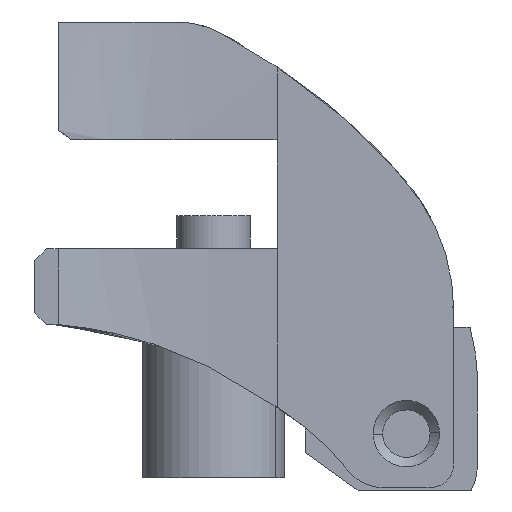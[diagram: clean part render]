
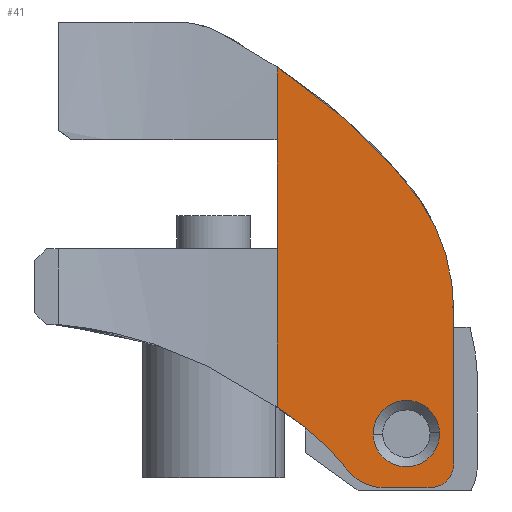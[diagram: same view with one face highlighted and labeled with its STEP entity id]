
A CAD part, front view. The second image highlights one B-rep face of the part: STEP entity #41.
In plain terms, the highlighted planar face has unit normal (0, -1, 0).
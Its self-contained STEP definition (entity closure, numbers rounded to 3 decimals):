
#26=FACE_BOUND('',#258,.T.);
#41=ADVANCED_FACE('',(#149,#26),#1620,.T.);
#149=FACE_OUTER_BOUND('',#257,.T.);
#257=EDGE_LOOP('',(#400,#401,#402,#403,#404,#405,#406,#407,#408));
#258=EDGE_LOOP('',(#409,#410));
#400=ORIENTED_EDGE('',*,*,#1033,.F.);
#401=ORIENTED_EDGE('',*,*,#894,.F.);
#402=ORIENTED_EDGE('',*,*,#900,.F.);
#403=ORIENTED_EDGE('',*,*,#907,.F.);
#404=ORIENTED_EDGE('',*,*,#885,.F.);
#405=ORIENTED_EDGE('',*,*,#902,.F.);
#406=ORIENTED_EDGE('',*,*,#1013,.F.);
#407=ORIENTED_EDGE('',*,*,#1021,.F.);
#408=ORIENTED_EDGE('',*,*,#1026,.F.);
#409=ORIENTED_EDGE('',*,*,#1041,.T.);
#410=ORIENTED_EDGE('',*,*,#1075,.T.);
#885=EDGE_CURVE('',#1394,#1396,#1219,.T.);
#894=EDGE_CURVE('',#1405,#1481,#1228,.T.);
#900=EDGE_CURVE('',#1404,#1405,#1234,.T.);
#902=EDGE_CURVE('',#1408,#1394,#1236,.T.);
#907=EDGE_CURVE('',#1396,#1404,#1241,.T.);
#1013=EDGE_CURVE('',#1474,#1408,#1319,.T.);
#1021=EDGE_CURVE('',#1476,#1474,#1163,.T.);
#1026=EDGE_CURVE('',#1484,#1476,#1328,.T.);
#1033=EDGE_CURVE('',#1481,#1484,#1167,.T.);
#1041=EDGE_CURVE('',#1489,#1513,#1174,.T.);
#1075=EDGE_CURVE('',#1513,#1489,#1190,.T.);
#1163=(
BOUNDED_CURVE()
B_SPLINE_CURVE(2,(#2970,#2971,#2972),.UNSPECIFIED.,.F.,.F.)
B_SPLINE_CURVE_WITH_KNOTS((3,3),(0.,1.),.UNSPECIFIED.)
CURVE()
GEOMETRIC_REPRESENTATION_ITEM()
RATIONAL_B_SPLINE_CURVE((1.,0.89,1.))
REPRESENTATION_ITEM('')
);
#1167=(
BOUNDED_CURVE()
B_SPLINE_CURVE(2,(#2998,#2999,#3000),.UNSPECIFIED.,.F.,.F.)
B_SPLINE_CURVE_WITH_KNOTS((3,3),(0.,1.),.UNSPECIFIED.)
CURVE()
GEOMETRIC_REPRESENTATION_ITEM()
RATIONAL_B_SPLINE_CURVE((1.,0.707,1.))
REPRESENTATION_ITEM('')
);
#1174=(
BOUNDED_CURVE()
B_SPLINE_CURVE(2,(#3024,#3025,#3026,#3027,#3028),.UNSPECIFIED.,.F.,.F.)
B_SPLINE_CURVE_WITH_KNOTS((3,2,3),(0.,1.1,2.199),
 .UNSPECIFIED.)
CURVE()
GEOMETRIC_REPRESENTATION_ITEM()
RATIONAL_B_SPLINE_CURVE((1.,0.707,1.,0.707,1.))
REPRESENTATION_ITEM('')
);
#1190=(
BOUNDED_CURVE()
B_SPLINE_CURVE(2,(#3266,#3267,#3268,#3269,#3270),.UNSPECIFIED.,.F.,.F.)
B_SPLINE_CURVE_WITH_KNOTS((3,2,3),(2.199,3.299,4.398),
 .UNSPECIFIED.)
CURVE()
GEOMETRIC_REPRESENTATION_ITEM()
RATIONAL_B_SPLINE_CURVE((1.,0.707,1.,0.707,1.))
REPRESENTATION_ITEM('')
);
#1219=B_SPLINE_CURVE_WITH_KNOTS('',1,(#2364,#2365),.UNSPECIFIED.,.F.,.F.,
(2,2),(29.195,31.495),.UNSPECIFIED.);
#1228=B_SPLINE_CURVE_WITH_KNOTS('',1,(#2392,#2393),.UNSPECIFIED.,.F.,.F.,
(2,2),(-66.54,-62.785),.UNSPECIFIED.);
#1234=B_SPLINE_CURVE_WITH_KNOTS('',3,(#2419,#2420,#2421,#2422,#2423,#2424,
#2425),.UNSPECIFIED.,.F.,.F.,(4,3,4),(-70.813,-69.046,
-66.54),.UNSPECIFIED.);
#1236=B_SPLINE_CURVE_WITH_KNOTS('',1,(#2443,#2444),.UNSPECIFIED.,.F.,.F.,
(2,2),(25.853,29.195),.UNSPECIFIED.);
#1241=B_SPLINE_CURVE_WITH_KNOTS('',1,(#2468,#2469),.UNSPECIFIED.,.F.,.F.,
(2,2),(31.495,33.032),.UNSPECIFIED.);
#1319=B_SPLINE_CURVE_WITH_KNOTS('',3,(#2940,#2941,#2942,#2943,#2944,#2945),
 .UNSPECIFIED.,.F.,.F.,(4,1,1,4),(-59.697,-59.533,-58.072,
-57.76),.UNSPECIFIED.);
#1328=B_SPLINE_CURVE_WITH_KNOTS('',1,(#2984,#2985),.UNSPECIFIED.,.F.,.F.,
(2,2),(-61.706,-60.737),.UNSPECIFIED.);
#1394=VERTEX_POINT('',#2229);
#1396=VERTEX_POINT('',#2231);
#1404=VERTEX_POINT('',#2239);
#1405=VERTEX_POINT('',#2240);
#1408=VERTEX_POINT('',#2243);
#1474=VERTEX_POINT('',#2309);
#1476=VERTEX_POINT('',#2311);
#1481=VERTEX_POINT('',#2316);
#1484=VERTEX_POINT('',#2319);
#1489=VERTEX_POINT('',#2324);
#1513=VERTEX_POINT('',#2348);
#1620=PLANE('',#1753);
#1753=AXIS2_PLACEMENT_3D('',#1915,#1827,$);
#1827=DIRECTION('',(0.,-1.,0.));
#1915=CARTESIAN_POINT('',(28.,-12.,-29.595));
#2229=CARTESIAN_POINT('',(22.935,-12.,-0.4));
#2231=CARTESIAN_POINT('',(22.935,-12.,1.9));
#2239=CARTESIAN_POINT('',(22.935,-12.,3.437));
#2240=CARTESIAN_POINT('',(26.664,-12.,-1.696));
#2243=CARTESIAN_POINT('',(22.935,-12.,-3.742));
#2309=CARTESIAN_POINT('',(24.384,-12.,-5.025));
#2311=CARTESIAN_POINT('',(25.195,-12.,-5.44));
#2316=CARTESIAN_POINT('',(26.664,-12.,-4.94));
#2319=CARTESIAN_POINT('',(26.164,-12.,-5.44));
#2324=CARTESIAN_POINT('',(24.965,-12.,-4.325));
#2348=CARTESIAN_POINT('',(26.364,-12.,-4.275));
#2364=CARTESIAN_POINT('',(22.935,-12.,-0.4));
#2365=CARTESIAN_POINT('',(22.935,-12.,1.9));
#2392=CARTESIAN_POINT('',(26.664,-12.,-1.696));
#2393=CARTESIAN_POINT('',(26.664,-12.,-4.94));
#2419=CARTESIAN_POINT('',(22.935,-12.,3.437));
#2420=CARTESIAN_POINT('',(24.362,-12.,2.492));
#2421=CARTESIAN_POINT('',(25.127,-12.,1.645));
#2422=CARTESIAN_POINT('',(25.696,-12.,0.967));
#2423=CARTESIAN_POINT('',(26.322,-12.,0.22));
#2424=CARTESIAN_POINT('',(26.664,-12.,-0.721));
#2425=CARTESIAN_POINT('',(26.664,-12.,-1.696));
#2443=CARTESIAN_POINT('',(22.935,-12.,-3.742));
#2444=CARTESIAN_POINT('',(22.935,-12.,-0.4));
#2468=CARTESIAN_POINT('',(22.935,-12.,1.9));
#2469=CARTESIAN_POINT('',(22.935,-12.,3.437));
#2940=CARTESIAN_POINT('',(24.384,-12.,-5.025));
#2941=CARTESIAN_POINT('',(24.352,-12.,-4.98));
#2942=CARTESIAN_POINT('',(24.025,-12.,-4.549));
#2943=CARTESIAN_POINT('',(23.512,-12.,-4.144));
#2944=CARTESIAN_POINT('',(23.022,-12.,-3.801));
#2945=CARTESIAN_POINT('',(22.935,-12.,-3.742));
#2970=CARTESIAN_POINT('',(25.195,-12.,-5.44));
#2971=CARTESIAN_POINT('',(24.683,-12.,-5.44));
#2972=CARTESIAN_POINT('',(24.384,-12.,-5.025));
#2984=CARTESIAN_POINT('',(26.164,-12.,-5.44));
#2985=CARTESIAN_POINT('',(25.195,-12.,-5.44));
#2998=CARTESIAN_POINT('',(26.664,-12.,-4.94));
#2999=CARTESIAN_POINT('',(26.664,-12.,-5.44));
#3000=CARTESIAN_POINT('',(26.164,-12.,-5.44));
#3024=CARTESIAN_POINT('',(24.965,-12.,-4.325));
#3025=CARTESIAN_POINT('',(24.94,-12.,-3.625));
#3026=CARTESIAN_POINT('',(25.64,-12.,-3.6));
#3027=CARTESIAN_POINT('',(26.339,-12.,-3.576));
#3028=CARTESIAN_POINT('',(26.364,-12.,-4.275));
#3266=CARTESIAN_POINT('',(26.364,-12.,-4.275));
#3267=CARTESIAN_POINT('',(26.388,-12.,-4.975));
#3268=CARTESIAN_POINT('',(25.689,-12.,-5.));
#3269=CARTESIAN_POINT('',(24.989,-12.,-5.024));
#3270=CARTESIAN_POINT('',(24.965,-12.,-4.325));
